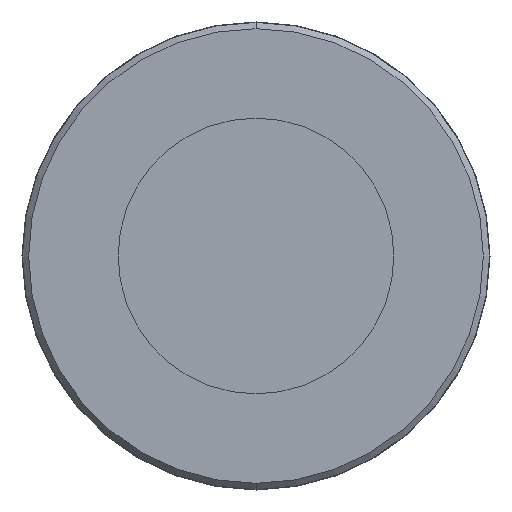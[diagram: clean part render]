
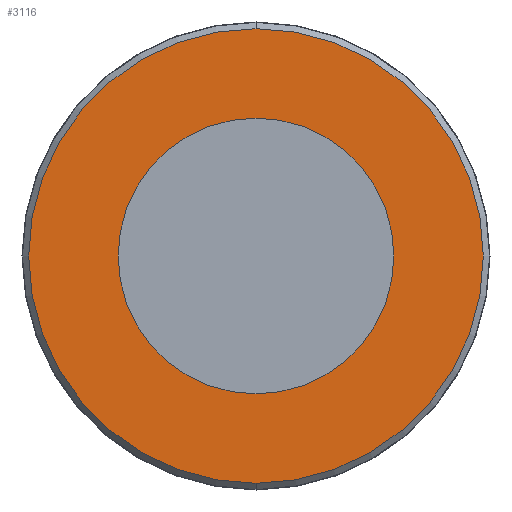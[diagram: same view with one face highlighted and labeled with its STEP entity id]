
A CAD part, front view. The second image highlights one B-rep face of the part: STEP entity #3116.
In plain terms, the highlighted planar face has unit normal (0, -1, 0).
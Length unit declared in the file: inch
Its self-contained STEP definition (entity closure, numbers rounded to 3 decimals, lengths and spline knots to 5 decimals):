
#220 = CARTESIAN_POINT ( 'NONE',  ( 0., -4.16929, 0. ) ) ;
#236 = DIRECTION ( 'NONE',  ( 0., -1., 0. ) ) ;
#357 = EDGE_CURVE ( 'NONE', #6873, #1276, #7267, .T. ) ;
#695 = CARTESIAN_POINT ( 'NONE',  ( 0., -4.16929, 0. ) ) ;
#723 = DIRECTION ( 'NONE',  ( 0., 0., 1. ) ) ;
#876 = CIRCLE ( 'NONE', #2884, 0.42195 ) ;
#1248 = DIRECTION ( 'NONE',  ( 0., 0., 1. ) ) ;
#1276 = VERTEX_POINT ( 'NONE', #5808 ) ;
#1619 = AXIS2_PLACEMENT_3D ( 'NONE', #4543, #2158, #2786 ) ;
#1760 = CIRCLE ( 'NONE', #6393, 0.25591 ) ;
#1804 = EDGE_LOOP ( 'NONE', ( #3621, #4135 ) ) ;
#2158 = DIRECTION ( 'NONE',  ( 0., 1., 0. ) ) ;
#2554 = FACE_BOUND ( 'NONE', #1804, .T. ) ;
#2592 = CARTESIAN_POINT ( 'NONE',  ( 0., -4.16929, 0. ) ) ;
#2626 = DIRECTION ( 'NONE',  ( 0., -1., 0. ) ) ;
#2742 = CARTESIAN_POINT ( 'NONE',  ( 0., -4.16929, 0.25591 ) ) ;
#2786 = DIRECTION ( 'NONE',  ( 0., 0., 1. ) ) ;
#2827 = CARTESIAN_POINT ( 'NONE',  ( 0., -4.16929, 0.42195 ) ) ;
#2884 = AXIS2_PLACEMENT_3D ( 'NONE', #695, #7238, #1248 ) ;
#3116 = ADVANCED_FACE ( 'NONE', ( #2554, #4387 ), #4228, .F. ) ;
#3164 = EDGE_CURVE ( 'NONE', #1276, #6873, #876, .T. ) ;
#3214 = EDGE_LOOP ( 'NONE', ( #5719, #5821 ) ) ;
#3621 = ORIENTED_EDGE ( 'NONE', *, *, #4591, .F. ) ;
#3642 = AXIS2_PLACEMENT_3D ( 'NONE', #2592, #3766, #6609 ) ;
#3766 = DIRECTION ( 'NONE',  ( 0., 1., 0. ) ) ;
#3928 = CARTESIAN_POINT ( 'NONE',  ( 0., -4.16929, -0.25591 ) ) ;
#4011 = AXIS2_PLACEMENT_3D ( 'NONE', #220, #2626, #5086 ) ;
#4135 = ORIENTED_EDGE ( 'NONE', *, *, #7367, .F. ) ;
#4228 = PLANE ( 'NONE',  #3642 ) ;
#4238 = VERTEX_POINT ( 'NONE', #3928 ) ;
#4268 = CIRCLE ( 'NONE', #4011, 0.25591 ) ;
#4387 = FACE_OUTER_BOUND ( 'NONE', #3214, .T. ) ;
#4543 = CARTESIAN_POINT ( 'NONE',  ( 0., -4.16929, 0. ) ) ;
#4591 = EDGE_CURVE ( 'NONE', #4803, #4238, #4268, .T. ) ;
#4803 = VERTEX_POINT ( 'NONE', #2742 ) ;
#5086 = DIRECTION ( 'NONE',  ( 0., 0., 1. ) ) ;
#5719 = ORIENTED_EDGE ( 'NONE', *, *, #357, .F. ) ;
#5808 = CARTESIAN_POINT ( 'NONE',  ( 0., -4.16929, -0.42195 ) ) ;
#5821 = ORIENTED_EDGE ( 'NONE', *, *, #3164, .F. ) ;
#5961 = CARTESIAN_POINT ( 'NONE',  ( 0., -4.16929, 0. ) ) ;
#6393 = AXIS2_PLACEMENT_3D ( 'NONE', #5961, #236, #723 ) ;
#6609 = DIRECTION ( 'NONE',  ( 0., 0., 1. ) ) ;
#6873 = VERTEX_POINT ( 'NONE', #2827 ) ;
#7238 = DIRECTION ( 'NONE',  ( 0., 1., 0. ) ) ;
#7267 = CIRCLE ( 'NONE', #1619, 0.42195 ) ;
#7367 = EDGE_CURVE ( 'NONE', #4238, #4803, #1760, .T. ) ;
